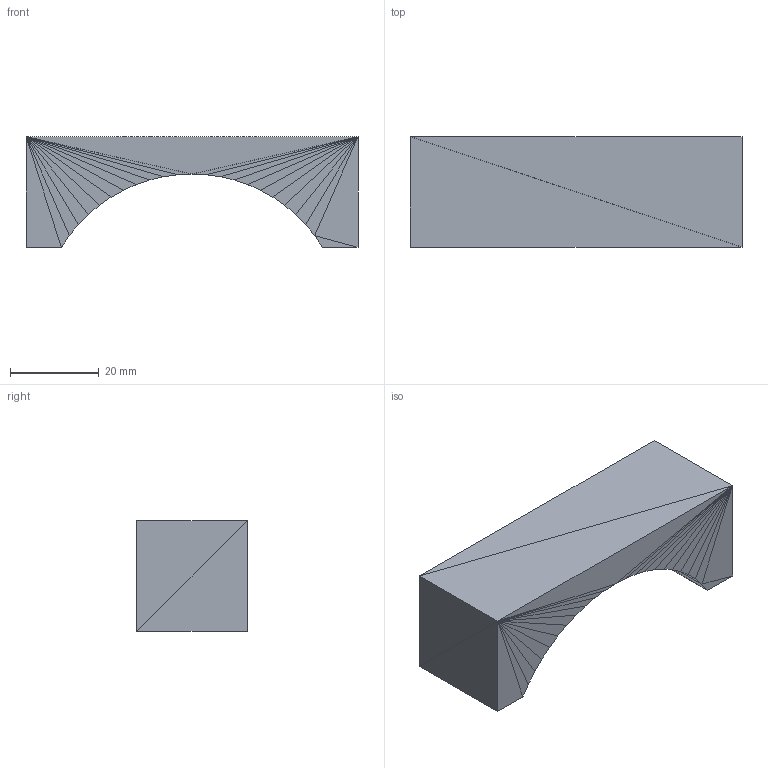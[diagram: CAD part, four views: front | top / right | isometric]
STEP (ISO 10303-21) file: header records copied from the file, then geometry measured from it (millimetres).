
FILE_DESCRIPTION((''),'2;1');
FILE_NAME('goki_block_5', '2025-12-04T15:11:04', (''), (''), 'ImageToStl.com STEP Converter','', '');
FILE_SCHEMA(('AUTOMOTIVE_DESIGN_CC2'));
Length unit declared in the file: metre
Products named in the file (1): product0
Bounding box: 75 x 25 x 25 mm (x, y, z)
Surface area: 7664.7 mm2 (no closed solid volume)
Topology: 0 solids, 104 shells, 104 faces, 312 edges, 54 vertices
Faces by surface type: plane 104
Entity records: 2424 total; most frequent: DIRECTION 522, ORIENTED_EDGE 312, EDGE_CURVE 312, LINE 312, VECTOR 312, AXIS2_PLACEMENT_3D 105, FACE_SURFACE 104, PLANE 104
